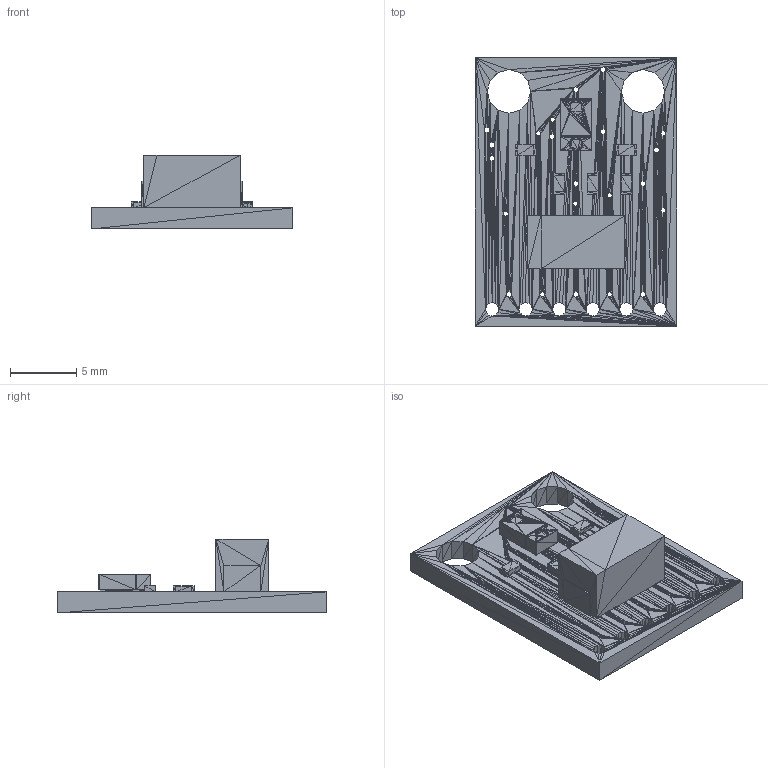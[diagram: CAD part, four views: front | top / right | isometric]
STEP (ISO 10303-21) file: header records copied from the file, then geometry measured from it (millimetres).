
FILE_DESCRIPTION(('CAx-IF Rec.Pracs.---Model Styling and Organization---1.5---2016-08-15','CAx-IF Rec.Pracs.---Geometric and Assembly Validation Properties---4.4---2016-08-17','CAx-IF Rec.Pracs.---User Defined Attributes---1.5---2016-08-15','CAx-IF Rec.Pracs.---External References---2.1---2005-01-19'),'2;1');
FILE_NAME('SparkFun_APDS-9960_RGB_and_Gesture_Sensor.stp','2020-11-02T16:38:44',('Unspecified'),('Unspecified'),'CAD Exchanger 3.8.0 (cadexchanger.com)','Unspecified','');
FILE_SCHEMA(('AUTOMOTIVE_DESIGN { 1 0 10303 214 1 1 1 1 }'));
Length unit declared in the file: millimetre
Products named in the file (1): Exported from Blender-2.72 (sub 0)
Bounding box: 15.24 x 20.32 x 5.6 mm (x, y, z)
Surface area: 1012 mm2 (no closed solid volume)
Topology: 0 solids, 5037 shells, 5037 faces, 15111 edges, 15111 vertices
Faces by surface type: plane 5037
Entity records: 55421 total; most frequent: CARTESIAN_POINT 20148, DIRECTION 10074, FACE_SURFACE 5037, FACE_OUTER_BOUND 5037, POLY_LOOP 5037, PLANE 5037, AXIS2_PLACEMENT_3D 5037, APPLICATION_CONTEXT 1
